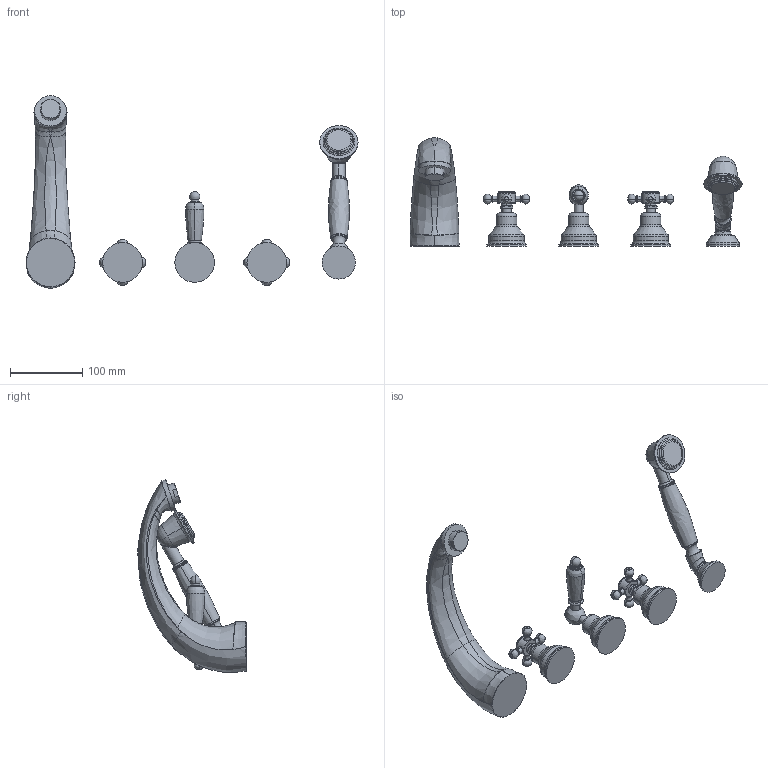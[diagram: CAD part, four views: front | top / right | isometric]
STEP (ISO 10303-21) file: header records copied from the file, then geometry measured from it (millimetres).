
FILE_DESCRIPTION((''),'2;1');
FILE_NAME('VLV044CR','2021-11-11T08:36:04',('ut3'),('PAFFONI SpA'),'CREO PARAMETRIC BY PTC INC, 2020044','CREO PARAMETRIC BY PTC INC, 2020044','');
FILE_SCHEMA(('CONFIG_CONTROL_DESIGN','SHAPE_APPEARANCE_LAYERS_GROUPS'));
Length unit declared in the file: millimetre
Products named in the file (1): VLV044CR
Bounding box: 460.5 x 150.69 x 267.43 mm (x, y, z)
Volume: 932553.2 mm3; surface area: 131325.6 mm2
Topology: 5 solids, 6 shells, 1090 faces, 2834 edges, 1772 vertices
Faces by surface type: plane 470, cylinder 320, torus 142, bspline 88, cone 43, sphere 27
Entity records: 49066 total; most frequent: CARTESIAN_POINT 14161, ORIENTED_EDGE 5616, DIRECTION 5251, EDGE_CURVE 2808, AXIS2_PLACEMENT_3D 2042, VERTEX_POINT 1772, FILL_AREA_STYLE_COLOUR 1356, FILL_AREA_STYLE 1356
